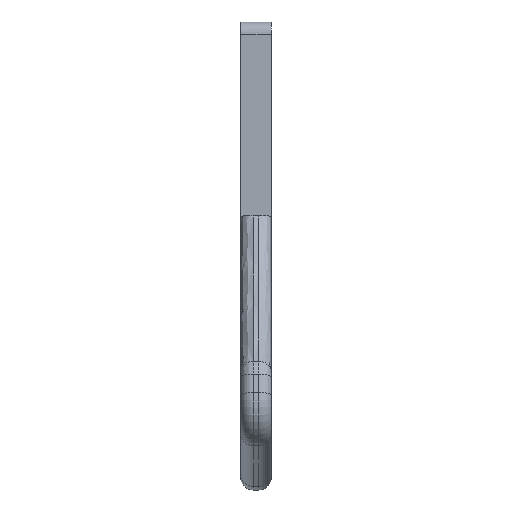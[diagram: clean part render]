
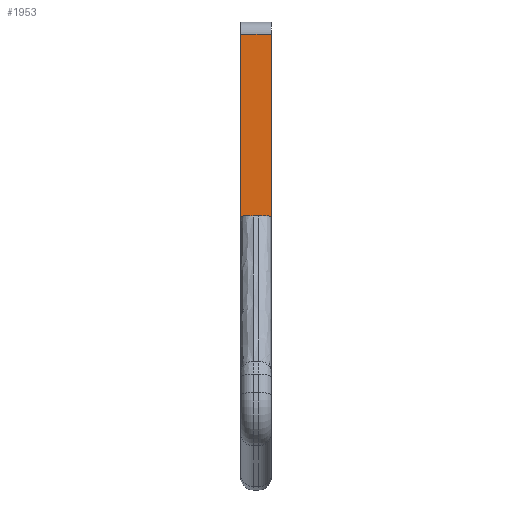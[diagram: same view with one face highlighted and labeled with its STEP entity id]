
A CAD part, top view. The second image highlights one B-rep face of the part: STEP entity #1953.
In plain terms, the highlighted planar face has unit normal (0, 0, 1).
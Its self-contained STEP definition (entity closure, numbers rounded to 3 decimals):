
#99=PLANE('',#2121);
#125=FACE_OUTER_BOUND('',#260,.T.);
#260=EDGE_LOOP('',(#1343,#1344,#1345,#1346));
#397=LINE('',#3054,#522);
#417=LINE('',#3172,#542);
#419=LINE('',#3176,#544);
#420=LINE('',#3177,#545);
#522=VECTOR('',#2383,10.);
#542=VECTOR('',#2449,10.);
#544=VECTOR('',#2453,10.);
#545=VECTOR('',#2454,10.);
#806=VERTEX_POINT('',#3051);
#807=VERTEX_POINT('',#3053);
#852=VERTEX_POINT('',#3170);
#853=VERTEX_POINT('',#3175);
#986=EDGE_CURVE('',#807,#806,#397,.F.);
#1032=EDGE_CURVE('',#852,#806,#417,.T.);
#1034=EDGE_CURVE('',#852,#853,#419,.T.);
#1035=EDGE_CURVE('',#853,#807,#420,.F.);
#1343=ORIENTED_EDGE('',*,*,#1032,.F.);
#1344=ORIENTED_EDGE('',*,*,#1034,.T.);
#1345=ORIENTED_EDGE('',*,*,#1035,.T.);
#1346=ORIENTED_EDGE('',*,*,#986,.T.);
#1953=ADVANCED_FACE('',(#125),#99,.F.);
#2121=AXIS2_PLACEMENT_3D('',#3174,#2451,#2452);
#2383=DIRECTION('',(0.,-1.,0.));
#2449=DIRECTION('',(1.,0.,0.));
#2451=DIRECTION('center_axis',(0.,0.,
-1.));
#2452=DIRECTION('ref_axis',(0.,-1.,0.));
#2453=DIRECTION('',(0.,-1.,0.));
#2454=DIRECTION('',(-1.,0.,0.));
#3051=CARTESIAN_POINT('',(4.9,-71.534,7.4));
#3053=CARTESIAN_POINT('',(4.9,-100.534,7.4));
#3054=CARTESIAN_POINT('',(4.9,-85.534,7.4));
#3170=CARTESIAN_POINT('',(0.,-71.534,7.4));
#3172=CARTESIAN_POINT('',(2.5,-71.534,7.4));
#3174=CARTESIAN_POINT('Origin',(2.5,-70.534,7.4));
#3175=CARTESIAN_POINT('',(0.,-100.534,7.4));
#3176=CARTESIAN_POINT('',(0.,-85.534,7.4));
#3177=CARTESIAN_POINT('',(2.5,-100.534,7.4));
